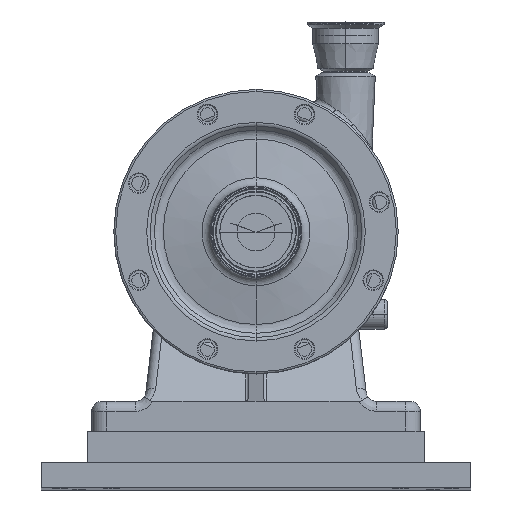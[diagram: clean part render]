
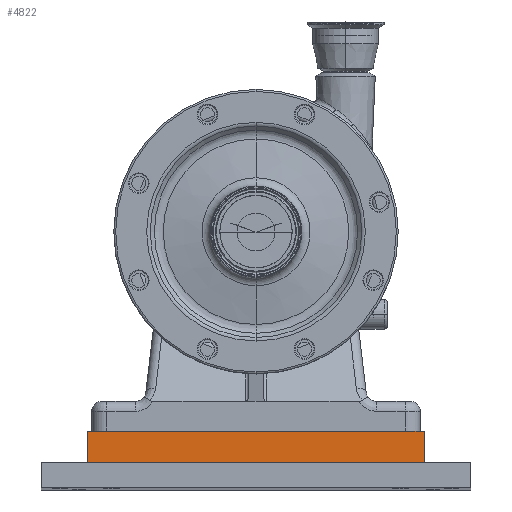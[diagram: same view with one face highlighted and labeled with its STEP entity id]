
A CAD part, top view. The second image highlights one B-rep face of the part: STEP entity #4822.
In plain terms, the highlighted face is planar.
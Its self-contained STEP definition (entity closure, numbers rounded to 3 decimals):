
#1131 = EDGE_CURVE ( 'NONE', #10930, #8395, #11240, .T. ) ;
#1157 = DIRECTION ( 'NONE',  ( 0., 0., 1. ) ) ;
#1883 = DIRECTION ( 'NONE',  ( 0., 0., 1. ) ) ;
#2050 = DIRECTION ( 'NONE',  ( 1., 0., 0. ) ) ;
#2062 = LINE ( 'NONE', #12147, #31440 ) ;
#2374 = EDGE_CURVE ( 'NONE', #8395, #12419, #2931, .T. ) ;
#2931 = LINE ( 'NONE', #30549, #31509 ) ;
#3482 = EDGE_CURVE ( 'NONE', #26749, #12419, #24196, .T. ) ;
#4151 = ORIENTED_EDGE ( 'NONE', *, *, #2374, .F. ) ;
#4394 = ORIENTED_EDGE ( 'NONE', *, *, #1131, .F. ) ;
#4822 = ADVANCED_FACE ( 'NONE', ( #30002 ), #12476, .F. ) ;
#7789 = EDGE_LOOP ( 'NONE', ( #23679, #4151, #4394, #14579 ) ) ;
#8395 = VERTEX_POINT ( 'NONE', #18169 ) ;
#9208 = DIRECTION ( 'NONE',  ( 0., -1., 0. ) ) ;
#10930 = VERTEX_POINT ( 'NONE', #14101 ) ;
#11078 = CARTESIAN_POINT ( 'NONE',  ( -194.437, 31.75, 169.037 ) ) ;
#11240 = LINE ( 'NONE', #11078, #11979 ) ;
#11979 = VECTOR ( 'NONE', #1157, 1000. ) ;
#12147 = CARTESIAN_POINT ( 'NONE',  ( -194.437, 31.75, -169.037 ) ) ;
#12419 = VERTEX_POINT ( 'NONE', #24879 ) ;
#12476 = PLANE ( 'NONE',  #18800 ) ;
#14101 = CARTESIAN_POINT ( 'NONE',  ( -194.437, 31.75, -169.037 ) ) ;
#14579 = ORIENTED_EDGE ( 'NONE', *, *, #29843, .T. ) ;
#18169 = CARTESIAN_POINT ( 'NONE',  ( -194.437, 31.75, 169.037 ) ) ;
#18800 = AXIS2_PLACEMENT_3D ( 'NONE', #29837, #2050, #32652 ) ;
#18909 = CARTESIAN_POINT ( 'NONE',  ( -194.437, 0., 169.037 ) ) ;
#23405 = DIRECTION ( 'NONE',  ( 0., -1., 0. ) ) ;
#23679 = ORIENTED_EDGE ( 'NONE', *, *, #3482, .T. ) ;
#24196 = LINE ( 'NONE', #18909, #27230 ) ;
#24879 = CARTESIAN_POINT ( 'NONE',  ( -194.437, 0., 169.037 ) ) ;
#26749 = VERTEX_POINT ( 'NONE', #27525 ) ;
#27230 = VECTOR ( 'NONE', #1883, 1000. ) ;
#27525 = CARTESIAN_POINT ( 'NONE',  ( -194.437, 0., -169.037 ) ) ;
#29837 = CARTESIAN_POINT ( 'NONE',  ( -194.437, 31.75, 169.037 ) ) ;
#29843 = EDGE_CURVE ( 'NONE', #10930, #26749, #2062, .T. ) ;
#30002 = FACE_OUTER_BOUND ( 'NONE', #7789, .T. ) ;
#30549 = CARTESIAN_POINT ( 'NONE',  ( -194.437, 31.75, 169.037 ) ) ;
#31440 = VECTOR ( 'NONE', #9208, 1000. ) ;
#31509 = VECTOR ( 'NONE', #23405, 1000. ) ;
#32652 = DIRECTION ( 'NONE',  ( 0., 0., -1. ) ) ;
